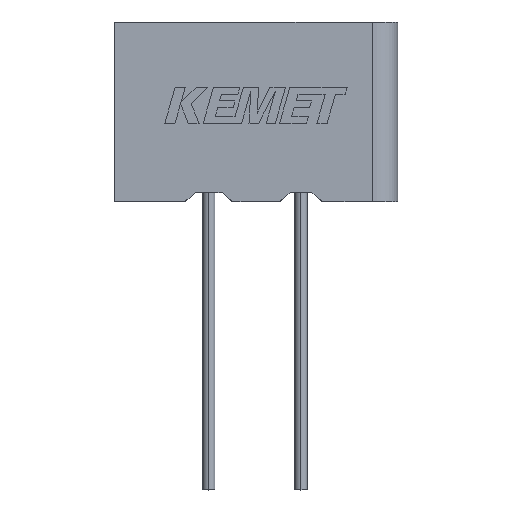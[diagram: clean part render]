
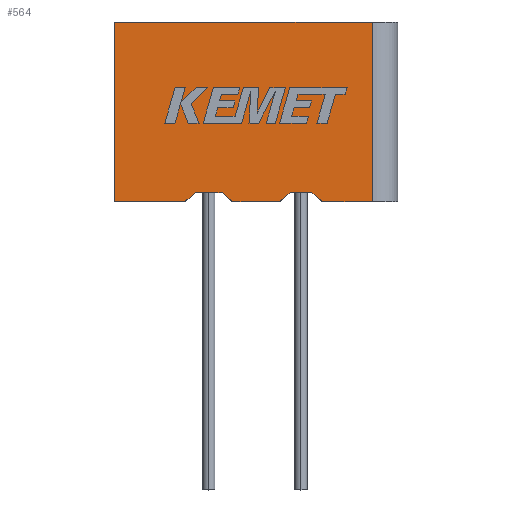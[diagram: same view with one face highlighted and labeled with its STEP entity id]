
A CAD part, top view. The second image highlights one B-rep face of the part: STEP entity #564.
In plain terms, the highlighted planar face has unit normal (0, 0, 1).
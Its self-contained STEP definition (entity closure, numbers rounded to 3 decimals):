
#9 = ORIENTED_EDGE ( 'NONE', *, *, #1660, .T. ) ;
#74 = LINE ( 'NONE', #3459, #2476 ) ;
#161 = AXIS2_PLACEMENT_3D ( 'NONE', #585, #285, #1190 ) ;
#192 = VERTEX_POINT ( 'NONE', #1629 ) ;
#212 = CARTESIAN_POINT ( 'NONE',  ( -2.828, -2.823, 4.7 ) ) ;
#223 = CARTESIAN_POINT ( 'NONE',  ( -2.828, -2.823, 4.7 ) ) ;
#285 = DIRECTION ( 'NONE',  ( 0., 0., 1. ) ) ;
#364 = CARTESIAN_POINT ( 'NONE',  ( 6.912, 6.577, 4.7 ) ) ;
#415 = VECTOR ( 'NONE', #1643, 1000. ) ;
#530 = CARTESIAN_POINT ( 'NONE',  ( -7.308, 6.577, 4.7 ) ) ;
#564 = ADVANCED_FACE ( 'NONE', ( #2455 ), #3408, .T. ) ;
#582 = LINE ( 'NONE', #530, #1382 ) ;
#585 = CARTESIAN_POINT ( 'NONE',  ( 0., 0., 4.7 ) ) ;
#607 = VECTOR ( 'NONE', #629, 1000. ) ;
#624 = LINE ( 'NONE', #2555, #1007 ) ;
#629 = DIRECTION ( 'NONE',  ( 1., 0., 0. ) ) ;
#717 = EDGE_CURVE ( 'NONE', #2828, #1500, #834, .T. ) ;
#753 = VECTOR ( 'NONE', #1360, 1000. ) ;
#771 = CARTESIAN_POINT ( 'NONE',  ( -7.308, 6.577, 4.7 ) ) ;
#778 = ORIENTED_EDGE ( 'NONE', *, *, #2600, .T. ) ;
#795 = ORIENTED_EDGE ( 'NONE', *, *, #1736, .T. ) ;
#834 = LINE ( 'NONE', #982, #607 ) ;
#869 = DIRECTION ( 'NONE',  ( 0., 1., 0. ) ) ;
#870 = DIRECTION ( 'NONE',  ( 0.762, 0.648, 0. ) ) ;
#948 = CARTESIAN_POINT ( 'NONE',  ( -0.768, -3.333, 4.7 ) ) ;
#955 = CARTESIAN_POINT ( 'NONE',  ( -1.368, -2.823, 4.7 ) ) ;
#982 = CARTESIAN_POINT ( 'NONE',  ( -7.308, -3.333, 4.7 ) ) ;
#1007 = VECTOR ( 'NONE', #870, 1000. ) ;
#1010 = EDGE_CURVE ( 'NONE', #2151, #3447, #2451, .T. ) ;
#1023 = LINE ( 'NONE', #1990, #3017 ) ;
#1190 = DIRECTION ( 'NONE',  ( 1., 0., 0. ) ) ;
#1229 = LINE ( 'NONE', #2475, #1907 ) ;
#1360 = DIRECTION ( 'NONE',  ( 1., 0., 0. ) ) ;
#1382 = VECTOR ( 'NONE', #2772, 1000. ) ;
#1401 = LINE ( 'NONE', #1562, #2673 ) ;
#1456 = DIRECTION ( 'NONE',  ( 0.762, -0.648, 0. ) ) ;
#1500 = VERTEX_POINT ( 'NONE', #1847 ) ;
#1529 = ORIENTED_EDGE ( 'NONE', *, *, #717, .T. ) ;
#1562 = CARTESIAN_POINT ( 'NONE',  ( -0.768, -3.333, 4.7 ) ) ;
#1584 = ORIENTED_EDGE ( 'NONE', *, *, #1010, .T. ) ;
#1588 = VERTEX_POINT ( 'NONE', #3431 ) ;
#1590 = CARTESIAN_POINT ( 'NONE',  ( -7.308, -3.333, 4.7 ) ) ;
#1629 = CARTESIAN_POINT ( 'NONE',  ( 1.782, -3.333, 4.7 ) ) ;
#1634 = DIRECTION ( 'NONE',  ( 1., 0., 0. ) ) ;
#1643 = DIRECTION ( 'NONE',  ( 1., 0., 0. ) ) ;
#1660 = EDGE_CURVE ( 'NONE', #2971, #1588, #1023, .T. ) ;
#1684 = ORIENTED_EDGE ( 'NONE', *, *, #2014, .T. ) ;
#1736 = EDGE_CURVE ( 'NONE', #3451, #192, #1401, .T. ) ;
#1800 = VERTEX_POINT ( 'NONE', #2611 ) ;
#1847 = CARTESIAN_POINT ( 'NONE',  ( -3.428, -3.333, 4.7 ) ) ;
#1907 = VECTOR ( 'NONE', #1634, 1000. ) ;
#1990 = CARTESIAN_POINT ( 'NONE',  ( 3.582, -2.823, 4.7 ) ) ;
#2014 = EDGE_CURVE ( 'NONE', #2165, #2828, #3144, .T. ) ;
#2136 = EDGE_CURVE ( 'NONE', #3538, #2971, #1229, .T. ) ;
#2151 = VERTEX_POINT ( 'NONE', #3602 ) ;
#2155 = CARTESIAN_POINT ( 'NONE',  ( 3.582, -2.823, 4.7 ) ) ;
#2165 = VERTEX_POINT ( 'NONE', #3588 ) ;
#2237 = EDGE_CURVE ( 'NONE', #1588, #2151, #2661, .T. ) ;
#2258 = EDGE_CURVE ( 'NONE', #3447, #2165, #582, .T. ) ;
#2274 = ORIENTED_EDGE ( 'NONE', *, *, #3074, .T. ) ;
#2380 = VECTOR ( 'NONE', #2903, 1000. ) ;
#2396 = VECTOR ( 'NONE', #3268, 1000. ) ;
#2451 = LINE ( 'NONE', #2522, #3281 ) ;
#2455 = FACE_OUTER_BOUND ( 'NONE', #3570, .T. ) ;
#2465 = CARTESIAN_POINT ( 'NONE',  ( 4.182, -3.333, 4.7 ) ) ;
#2474 = EDGE_CURVE ( 'NONE', #1500, #2976, #624, .T. ) ;
#2475 = CARTESIAN_POINT ( 'NONE',  ( 2.382, -2.823, 4.7 ) ) ;
#2476 = VECTOR ( 'NONE', #3155, 1000. ) ;
#2522 = CARTESIAN_POINT ( 'NONE',  ( 6.912, 6.577, 4.7 ) ) ;
#2525 = ORIENTED_EDGE ( 'NONE', *, *, #3484, .T. ) ;
#2555 = CARTESIAN_POINT ( 'NONE',  ( -2.828, -2.823, 4.7 ) ) ;
#2592 = ORIENTED_EDGE ( 'NONE', *, *, #2258, .T. ) ;
#2600 = EDGE_CURVE ( 'NONE', #1800, #3451, #3288, .T. ) ;
#2611 = CARTESIAN_POINT ( 'NONE',  ( -1.368, -2.823, 4.7 ) ) ;
#2661 = LINE ( 'NONE', #2465, #415 ) ;
#2673 = VECTOR ( 'NONE', #3189, 1000. ) ;
#2702 = ORIENTED_EDGE ( 'NONE', *, *, #2237, .T. ) ;
#2772 = DIRECTION ( 'NONE',  ( -1., 0., 0. ) ) ;
#2795 = ORIENTED_EDGE ( 'NONE', *, *, #2136, .T. ) ;
#2828 = VERTEX_POINT ( 'NONE', #1590 ) ;
#2903 = DIRECTION ( 'NONE',  ( 0.762, -0.648, 0. ) ) ;
#2971 = VERTEX_POINT ( 'NONE', #2155 ) ;
#2976 = VERTEX_POINT ( 'NONE', #223 ) ;
#3017 = VECTOR ( 'NONE', #1456, 1000. ) ;
#3074 = EDGE_CURVE ( 'NONE', #2976, #1800, #3246, .T. ) ;
#3144 = LINE ( 'NONE', #771, #2396 ) ;
#3155 = DIRECTION ( 'NONE',  ( 0.762, 0.648, 0. ) ) ;
#3189 = DIRECTION ( 'NONE',  ( 1., 0., 0. ) ) ;
#3246 = LINE ( 'NONE', #212, #753 ) ;
#3268 = DIRECTION ( 'NONE',  ( 0., -1., 0. ) ) ;
#3281 = VECTOR ( 'NONE', #869, 1000. ) ;
#3288 = LINE ( 'NONE', #955, #2380 ) ;
#3391 = ORIENTED_EDGE ( 'NONE', *, *, #2474, .T. ) ;
#3408 = PLANE ( 'NONE',  #161 ) ;
#3431 = CARTESIAN_POINT ( 'NONE',  ( 4.182, -3.333, 4.7 ) ) ;
#3447 = VERTEX_POINT ( 'NONE', #364 ) ;
#3451 = VERTEX_POINT ( 'NONE', #948 ) ;
#3459 = CARTESIAN_POINT ( 'NONE',  ( 2.382, -2.823, 4.7 ) ) ;
#3484 = EDGE_CURVE ( 'NONE', #192, #3538, #74, .T. ) ;
#3511 = CARTESIAN_POINT ( 'NONE',  ( 2.382, -2.823, 4.7 ) ) ;
#3538 = VERTEX_POINT ( 'NONE', #3511 ) ;
#3570 = EDGE_LOOP ( 'NONE', ( #2702, #1584, #2592, #1684, #1529, #3391, #2274, #778, #795, #2525, #2795, #9 ) ) ;
#3588 = CARTESIAN_POINT ( 'NONE',  ( -7.308, 6.577, 4.7 ) ) ;
#3602 = CARTESIAN_POINT ( 'NONE',  ( 6.912, -3.333, 4.7 ) ) ;
